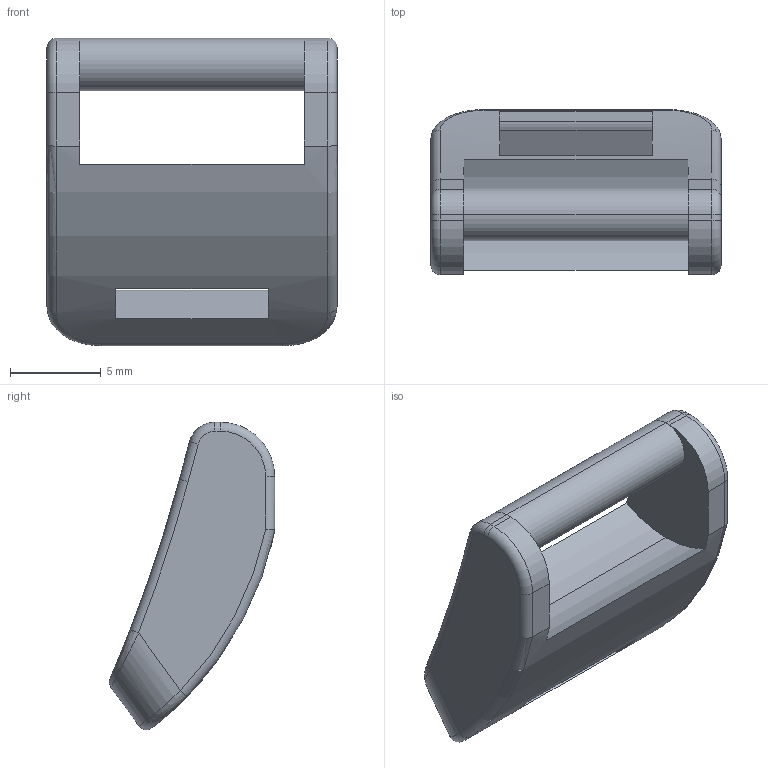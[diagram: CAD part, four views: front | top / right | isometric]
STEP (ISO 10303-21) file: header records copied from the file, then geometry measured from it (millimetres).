
FILE_DESCRIPTION (( 'STEP AP203' ), '1' );
FILE_NAME ('Travel Case Latch Left REF2022.STEP', '2025-11-29T17:00:06', ( '' ), ( '' ), 'SwSTEP 2.0', 'SolidWorks 2025', '' );
FILE_SCHEMA (( 'CONFIG_CONTROL_DESIGN' ));
Length unit declared in the file: millimetre
Products named in the file (1): Travel Case Latch Left REF2022
Bounding box: 16 x 9.12 x 16.97 mm (x, y, z)
Volume: 797.3 mm3; surface area: 896.9 mm2
Topology: 1 solids, 1 shells, 56 faces, 139 edges, 84 vertices
Faces by surface type: plane 23, cylinder 21, torus 8, bspline 4
Entity records: 2012 total; most frequent: CARTESIAN_POINT 594, DIRECTION 291, ORIENTED_EDGE 278, EDGE_CURVE 139, AXIS2_PLACEMENT_3D 109, VERTEX_POINT 84, LINE 73, VECTOR 73
